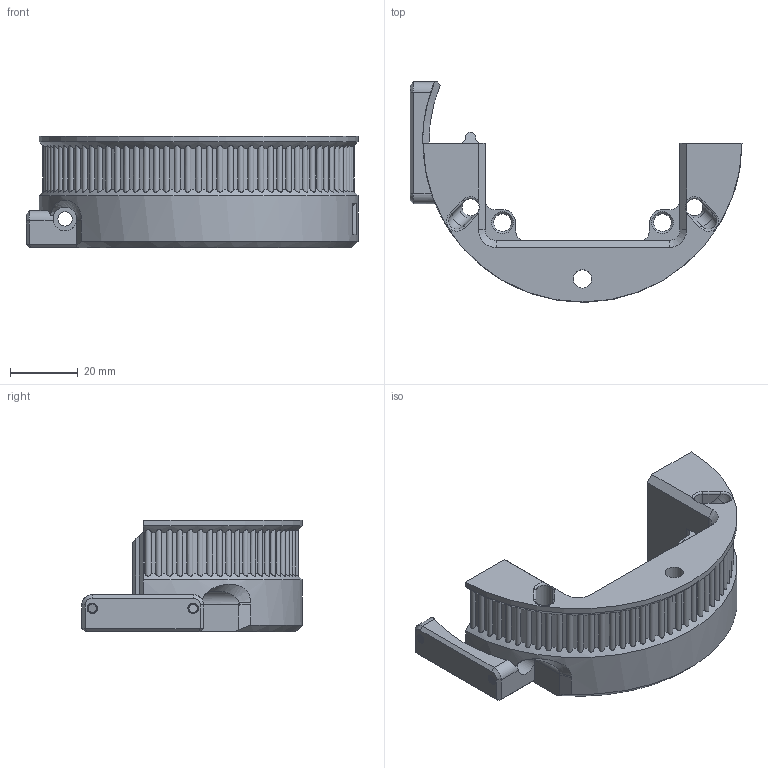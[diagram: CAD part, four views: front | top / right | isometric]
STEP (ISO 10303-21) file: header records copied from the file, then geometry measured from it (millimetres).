
FILE_DESCRIPTION(/* description */ (''),/* implementation_level */ '2;1');
FILE_NAME(/* name */ 'PitClamp_v3_Motor_Ring_Half_iHSV57-140w.step',/* time_stamp */ '2024-07-31T10:38:56-04:00',/* author */ (''),/* organization */ (''),/* preprocessor_version */ 'ST-DEVELOPER v20',/* originating_system */ 'Autodesk Translation Framework v13.14.0.145',/* authorisation */ '');
FILE_SCHEMA (('AUTOMOTIVE_DESIGN { 1 0 10303 214 3 1 1 }'));
Products named in the file (1): PitClamp v3 RELEASE FILES
Bounding box: 97.86 x 64.95 x 33 mm (x, y, z)
Volume: 56099.2 mm3; surface area: 18110.4 mm2
Topology: 1 solids, 1 shells, 305 faces, 970 edges, 665 vertices
Faces by surface type: cylinder 186, plane 83, cone 18, bspline 12, torus 6
Full cylindrical faces by diameter (mm): 2.529 x10, 3.086 x12, 3.332 x15, 4.109 x5, 4.2 x1, 5 x2, 5.2 x2, 5.4 x1, 7 x1, 9 x1
Entity records: 38283 total; most frequent: CARTESIAN_POINT 30194, ORIENTED_EDGE 1940, DIRECTION 1377, EDGE_CURVE 970, VERTEX_POINT 665, AXIS2_PLACEMENT_3D 500, B_SPLINE_CURVE_WITH_KNOTS 377, LINE 377
